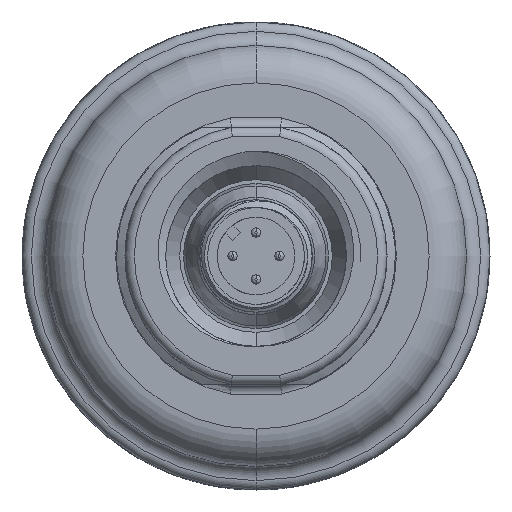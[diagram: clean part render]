
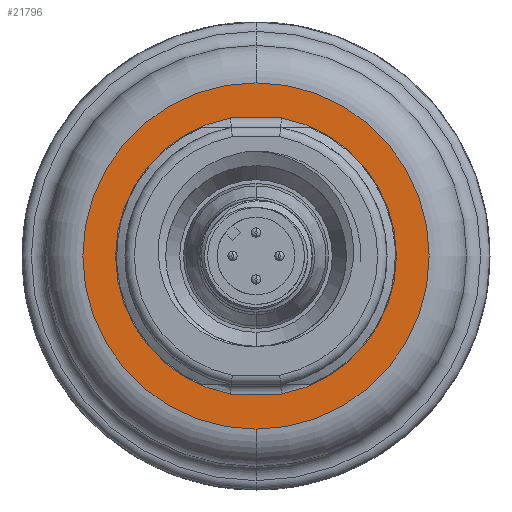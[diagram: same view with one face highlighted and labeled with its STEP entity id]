
A CAD part, front view. The second image highlights one B-rep face of the part: STEP entity #21796.
In plain terms, the highlighted planar face has unit normal (0, -1, 0).
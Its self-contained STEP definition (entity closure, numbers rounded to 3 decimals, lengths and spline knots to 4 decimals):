
#2043=CARTESIAN_POINT('',(0.,-0.1181,0.));
#2044=DIRECTION('',(0.,-1.,0.));
#2045=DIRECTION('',(0.,0.,-1.));
#2046=AXIS2_PLACEMENT_3D('',#2043,#2044,#2045);
#2048=CARTESIAN_POINT('',(0.,-0.1181,0.));
#2049=DIRECTION('',(0.,-1.,0.));
#2050=DIRECTION('',(0.,0.,1.));
#2051=AXIS2_PLACEMENT_3D('',#2048,#2049,#2050);
#2053=CARTESIAN_POINT('',(0.,-0.1181,0.));
#2054=DIRECTION('',(0.,-1.,0.));
#2055=DIRECTION('',(-0.182,0.,0.983));
#2056=AXIS2_PLACEMENT_3D('',#2053,#2054,#2055);
#2058=DIRECTION('',(1.,0.,0.));
#2059=VECTOR('',#2058,0.2147);
#2060=CARTESIAN_POINT('',(-0.1074,-0.1181,
-0.5807));
#2061=LINE('',#2060,#2059);
#2062=CARTESIAN_POINT('',(0.,-0.1181,0.));
#2063=DIRECTION('',(0.,-1.,0.));
#2064=DIRECTION('',(0.182,0.,-0.983));
#2065=AXIS2_PLACEMENT_3D('',#2062,#2063,#2064);
#2067=DIRECTION('',(-1.,0.,0.));
#2068=VECTOR('',#2067,0.2147);
#2069=CARTESIAN_POINT('',(0.1074,-0.1181,
0.5807));
#2070=LINE('',#2069,#2068);
#18571=CARTESIAN_POINT('',(-0.1074,-0.1181,
0.5807));
#18572=CARTESIAN_POINT('',(-0.1074,-0.1181,
-0.5807));
#18573=VERTEX_POINT('',#18571);
#18574=VERTEX_POINT('',#18572);
#18579=CARTESIAN_POINT('',(0.1074,-0.1181,
-0.5807));
#18580=CARTESIAN_POINT('',(0.1074,-0.1181,
0.5807));
#18581=VERTEX_POINT('',#18579);
#18582=VERTEX_POINT('',#18580);
#18923=CARTESIAN_POINT('',(0.,-0.1181,-0.7283));
#18924=CARTESIAN_POINT('',(0.,-0.1181,0.7283));
#18925=VERTEX_POINT('',#18923);
#18926=VERTEX_POINT('',#18924);
#21776=CARTESIAN_POINT('',(0.,-0.1181,0.));
#21777=DIRECTION('',(0.,-1.,0.));
#21778=DIRECTION('',(0.,0.,1.));
#21779=AXIS2_PLACEMENT_3D('',#21776,#21777,#21778);
#21780=PLANE('',#21779);
#21782=ORIENTED_EDGE('',*,*,#21781,.F.);
#21784=ORIENTED_EDGE('',*,*,#21783,.F.);
#21785=EDGE_LOOP('',(#21782,#21784));
#21786=FACE_OUTER_BOUND('',#21785,.F.);
#21788=ORIENTED_EDGE('',*,*,#21787,.T.);
#21790=ORIENTED_EDGE('',*,*,#21789,.T.);
#21791=ORIENTED_EDGE('',*,*,#21766,.T.);
#21793=ORIENTED_EDGE('',*,*,#21792,.T.);
#21794=EDGE_LOOP('',(#21788,#21790,#21791,#21793));
#21795=FACE_BOUND('',#21794,.F.);
#21796=ADVANCED_FACE('',(#21786,#21795),#21780,.T.);
#2047=CIRCLE('',#2046,0.7283);
#2052=CIRCLE('',#2051,0.7283);
#2057=CIRCLE('',#2056,0.5906);
#2066=CIRCLE('',#2065,0.5906);
#21766=EDGE_CURVE('',#18581,#18582,#2066,.T.);
#21781=EDGE_CURVE('',#18925,#18926,#2047,.T.);
#21783=EDGE_CURVE('',#18926,#18925,#2052,.T.);
#21787=EDGE_CURVE('',#18573,#18574,#2057,.T.);
#21789=EDGE_CURVE('',#18574,#18581,#2061,.T.);
#21792=EDGE_CURVE('',#18582,#18573,#2070,.T.);
